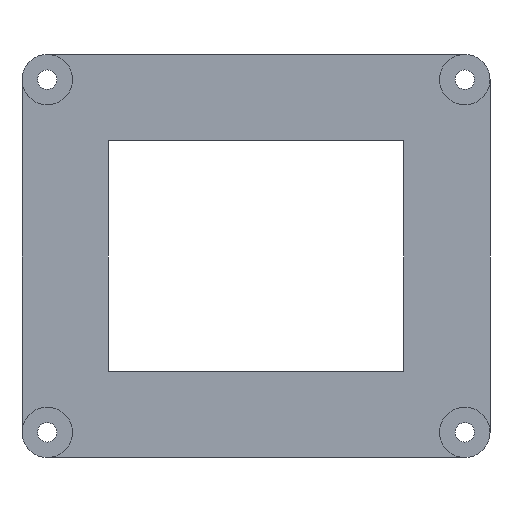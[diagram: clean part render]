
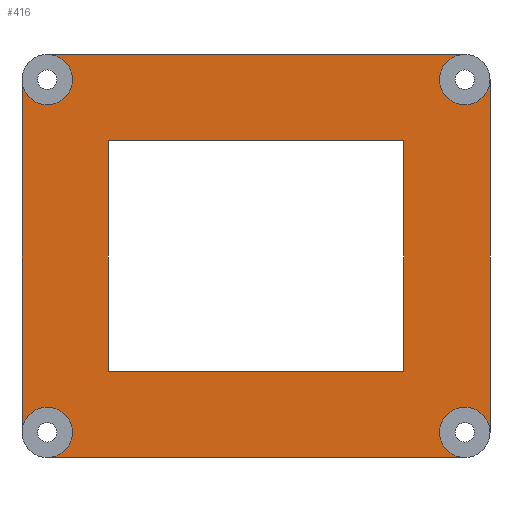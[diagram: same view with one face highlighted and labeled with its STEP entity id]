
A CAD part, front view. The second image highlights one B-rep face of the part: STEP entity #416.
In plain terms, the highlighted planar face has unit normal (0, -1, 0).
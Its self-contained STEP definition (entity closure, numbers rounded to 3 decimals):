
#28=FACE_BOUND('',#92,.T.);
#41=CIRCLE('',#461,3.5);
#42=CIRCLE('',#462,3.5);
#43=CIRCLE('',#463,3.5);
#44=CIRCLE('',#464,3.5);
#45=CIRCLE('',#465,3.5);
#46=CIRCLE('',#466,3.5);
#64=FACE_OUTER_BOUND('',#91,.T.);
#91=EDGE_LOOP('',(#325,#326,#327,#328,#329,#330,#331,#332,#333,#334));
#92=EDGE_LOOP('',(#335,#336,#337,#338));
#109=LINE('',#617,#145);
#113=LINE('',#625,#149);
#116=LINE('',#631,#152);
#119=LINE('',#636,#155);
#121=LINE('',#641,#157);
#125=LINE('',#650,#161);
#129=LINE('',#659,#165);
#133=LINE('',#668,#169);
#145=VECTOR('',#491,10.);
#149=VECTOR('',#497,10.);
#152=VECTOR('',#502,10.);
#155=VECTOR('',#507,10.);
#157=VECTOR('',#511,10.);
#161=VECTOR('',#517,10.);
#165=VECTOR('',#523,10.);
#169=VECTOR('',#529,10.);
#181=VERTEX_POINT('',#615);
#182=VERTEX_POINT('',#616);
#185=VERTEX_POINT('',#624);
#187=VERTEX_POINT('',#630);
#189=VERTEX_POINT('',#639);
#190=VERTEX_POINT('',#640);
#193=VERTEX_POINT('',#648);
#194=VERTEX_POINT('',#649);
#197=VERTEX_POINT('',#657);
#198=VERTEX_POINT('',#658);
#201=VERTEX_POINT('',#666);
#202=VERTEX_POINT('',#667);
#209=VERTEX_POINT('',#689);
#210=VERTEX_POINT('',#692);
#219=EDGE_CURVE('',#181,#182,#109,.T.);
#223=EDGE_CURVE('',#182,#185,#113,.T.);
#226=EDGE_CURVE('',#185,#187,#116,.T.);
#229=EDGE_CURVE('',#187,#181,#119,.T.);
#231=EDGE_CURVE('',#189,#190,#121,.T.);
#235=EDGE_CURVE('',#193,#194,#125,.T.);
#239=EDGE_CURVE('',#197,#198,#129,.T.);
#243=EDGE_CURVE('',#201,#202,#133,.T.);
#255=EDGE_CURVE('',#194,#197,#41,.T.);
#256=EDGE_CURVE('',#198,#209,#42,.T.);
#257=EDGE_CURVE('',#209,#201,#43,.T.);
#258=EDGE_CURVE('',#202,#210,#44,.T.);
#259=EDGE_CURVE('',#210,#189,#45,.T.);
#260=EDGE_CURVE('',#190,#193,#46,.T.);
#325=ORIENTED_EDGE('',*,*,#255,.T.);
#326=ORIENTED_EDGE('',*,*,#239,.T.);
#327=ORIENTED_EDGE('',*,*,#256,.T.);
#328=ORIENTED_EDGE('',*,*,#257,.T.);
#329=ORIENTED_EDGE('',*,*,#243,.T.);
#330=ORIENTED_EDGE('',*,*,#258,.T.);
#331=ORIENTED_EDGE('',*,*,#259,.T.);
#332=ORIENTED_EDGE('',*,*,#231,.T.);
#333=ORIENTED_EDGE('',*,*,#260,.T.);
#334=ORIENTED_EDGE('',*,*,#235,.T.);
#335=ORIENTED_EDGE('',*,*,#219,.T.);
#336=ORIENTED_EDGE('',*,*,#223,.T.);
#337=ORIENTED_EDGE('',*,*,#226,.T.);
#338=ORIENTED_EDGE('',*,*,#229,.T.);
#402=PLANE('',#460);
#416=ADVANCED_FACE('',(#64,#28),#402,.F.);
#460=AXIS2_PLACEMENT_3D('',#687,#551,#552);
#461=AXIS2_PLACEMENT_3D('',#688,#553,#554);
#462=AXIS2_PLACEMENT_3D('',#690,#555,#556);
#463=AXIS2_PLACEMENT_3D('',#691,#557,#558);
#464=AXIS2_PLACEMENT_3D('',#693,#559,#560);
#465=AXIS2_PLACEMENT_3D('',#694,#561,#562);
#466=AXIS2_PLACEMENT_3D('',#695,#563,#564);
#491=DIRECTION('',(0.,0.,-1.));
#497=DIRECTION('',(-1.,0.,0.));
#502=DIRECTION('',(0.,0.,1.));
#507=DIRECTION('',(1.,0.,0.));
#511=DIRECTION('',(1.,0.,0.));
#517=DIRECTION('',(0.,0.,1.));
#523=DIRECTION('',(-1.,0.,0.));
#529=DIRECTION('',(0.,0.,-1.));
#551=DIRECTION('center_axis',(0.,1.,0.));
#552=DIRECTION('ref_axis',(-1.,0.,0.));
#553=DIRECTION('center_axis',(0.,1.,0.));
#554=DIRECTION('ref_axis',(-1.,0.,0.));
#555=DIRECTION('center_axis',(0.,1.,0.));
#556=DIRECTION('ref_axis',(-1.,0.,0.));
#557=DIRECTION('center_axis',(0.,1.,0.));
#558=DIRECTION('ref_axis',(-1.,0.,0.));
#559=DIRECTION('center_axis',(0.,1.,0.));
#560=DIRECTION('ref_axis',(-1.,0.,0.));
#561=DIRECTION('center_axis',(0.,1.,0.));
#562=DIRECTION('ref_axis',(-1.,0.,0.));
#563=DIRECTION('center_axis',(0.,1.,0.));
#564=DIRECTION('ref_axis',(-1.,0.,0.));
#615=CARTESIAN_POINT('',(65.209,4.571,170.875));
#616=CARTESIAN_POINT('',(65.209,4.571,138.875));
#617=CARTESIAN_POINT('',(65.209,4.571,146.875));
#624=CARTESIAN_POINT('',(24.209,4.571,138.875));
#625=CARTESIAN_POINT('',(34.459,4.571,138.875));
#630=CARTESIAN_POINT('',(24.209,4.571,170.875));
#631=CARTESIAN_POINT('',(24.209,4.571,162.875));
#636=CARTESIAN_POINT('',(54.959,4.571,170.875));
#639=CARTESIAN_POINT('',(15.709,4.571,126.875));
#640=CARTESIAN_POINT('',(73.709,4.571,126.875));
#641=CARTESIAN_POINT('',(15.709,4.571,126.875));
#648=CARTESIAN_POINT('',(77.209,4.571,130.375));
#649=CARTESIAN_POINT('',(77.209,4.571,179.375));
#650=CARTESIAN_POINT('',(77.209,4.571,130.375));
#657=CARTESIAN_POINT('',(73.709,4.571,182.875));
#658=CARTESIAN_POINT('',(15.709,4.571,182.875));
#659=CARTESIAN_POINT('',(73.709,4.571,182.875));
#666=CARTESIAN_POINT('',(12.209,4.571,179.375));
#667=CARTESIAN_POINT('',(12.209,4.571,130.375));
#668=CARTESIAN_POINT('',(12.209,4.571,179.375));
#687=CARTESIAN_POINT('Origin',(44.709,4.571,154.875));
#688=CARTESIAN_POINT('Origin',(73.709,4.571,179.375));
#689=CARTESIAN_POINT('',(19.209,4.571,179.375));
#690=CARTESIAN_POINT('Origin',(15.709,4.571,179.375));
#691=CARTESIAN_POINT('Origin',(15.709,4.571,179.375));
#692=CARTESIAN_POINT('',(19.209,4.571,130.375));
#693=CARTESIAN_POINT('Origin',(15.709,4.571,130.375));
#694=CARTESIAN_POINT('Origin',(15.709,4.571,130.375));
#695=CARTESIAN_POINT('Origin',(73.709,4.571,130.375));
